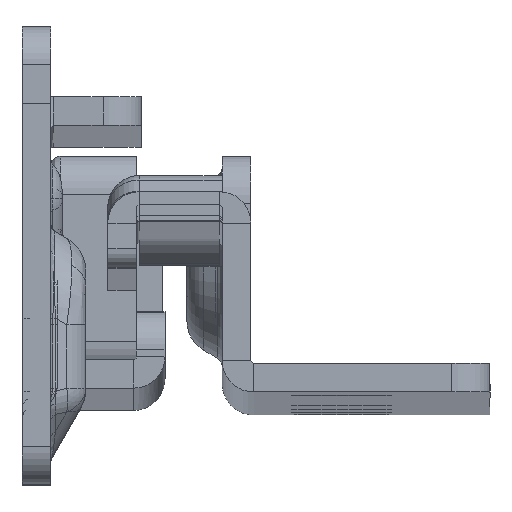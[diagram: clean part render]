
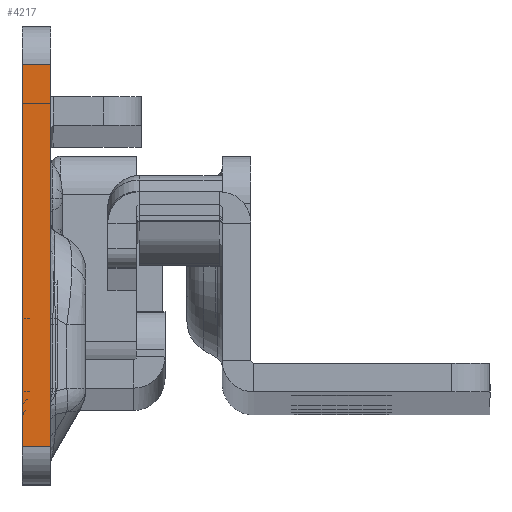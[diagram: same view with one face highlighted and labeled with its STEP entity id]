
A CAD part, top view. The second image highlights one B-rep face of the part: STEP entity #4217.
In plain terms, the highlighted planar face has unit normal (0, 0, 1).
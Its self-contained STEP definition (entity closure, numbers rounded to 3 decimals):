
#229 = CARTESIAN_POINT ( 'NONE',  ( 0., 18.3, 0. ) ) ;
#1022 = CARTESIAN_POINT ( 'NONE',  ( -3., -29.094, 0. ) ) ;
#1110 = FACE_OUTER_BOUND ( 'NONE', #5270, .T. ) ;
#1899 = DIRECTION ( 'NONE',  ( 1., 0., 0. ) ) ;
#2613 = ORIENTED_EDGE ( 'NONE', *, *, #9711, .T. ) ;
#2976 = DIRECTION ( 'NONE',  ( 1., 0., 0. ) ) ;
#3172 = CARTESIAN_POINT ( 'NONE',  ( -3., 18.3, 0. ) ) ;
#3553 = EDGE_CURVE ( 'NONE', #13756, #12901, #7100, .T. ) ;
#4193 = CARTESIAN_POINT ( 'NONE',  ( -3., -29.094, 0. ) ) ;
#4217 = ADVANCED_FACE ( 'NONE', ( #1110 ), #12150, .T. ) ;
#5270 = EDGE_LOOP ( 'NONE', ( #13572, #10959, #2613, #12915 ) ) ;
#5697 = VECTOR ( 'NONE', #1899, 1000. ) ;
#5747 = LINE ( 'NONE', #16800, #11148 ) ;
#5760 = DIRECTION ( 'NONE',  ( 0., -1., 0. ) ) ;
#5925 = VERTEX_POINT ( 'NONE', #16242 ) ;
#7061 = VERTEX_POINT ( 'NONE', #229 ) ;
#7100 = LINE ( 'NONE', #7276, #10059 ) ;
#7276 = CARTESIAN_POINT ( 'NONE',  ( -142.194, -21.7, 0. ) ) ;
#8514 = LINE ( 'NONE', #4193, #16264 ) ;
#9281 = DIRECTION ( 'NONE',  ( 0., 0., 1. ) ) ;
#9711 = EDGE_CURVE ( 'NONE', #5925, #13756, #8514, .T. ) ;
#9795 = DIRECTION ( 'NONE',  ( 0., -1., 0. ) ) ;
#10059 = VECTOR ( 'NONE', #2976, 1000. ) ;
#10664 = AXIS2_PLACEMENT_3D ( 'NONE', #1022, #9281, #10748 ) ;
#10748 = DIRECTION ( 'NONE',  ( 1., 0., 0. ) ) ;
#10959 = ORIENTED_EDGE ( 'NONE', *, *, #17503, .F. ) ;
#11148 = VECTOR ( 'NONE', #9795, 1000. ) ;
#11223 = CARTESIAN_POINT ( 'NONE',  ( 0., -21.7, 0. ) ) ;
#11251 = EDGE_CURVE ( 'NONE', #7061, #12901, #5747, .T. ) ;
#11827 = LINE ( 'NONE', #3172, #5697 ) ;
#12150 = PLANE ( 'NONE',  #10664 ) ;
#12901 = VERTEX_POINT ( 'NONE', #11223 ) ;
#12915 = ORIENTED_EDGE ( 'NONE', *, *, #3553, .T. ) ;
#13572 = ORIENTED_EDGE ( 'NONE', *, *, #11251, .F. ) ;
#13756 = VERTEX_POINT ( 'NONE', #15453 ) ;
#15453 = CARTESIAN_POINT ( 'NONE',  ( -3., -21.7, 0. ) ) ;
#16242 = CARTESIAN_POINT ( 'NONE',  ( -3., 18.3, 0. ) ) ;
#16264 = VECTOR ( 'NONE', #5760, 1000. ) ;
#16800 = CARTESIAN_POINT ( 'NONE',  ( 0., -29.094, 0. ) ) ;
#17503 = EDGE_CURVE ( 'NONE', #5925, #7061, #11827, .T. ) ;
